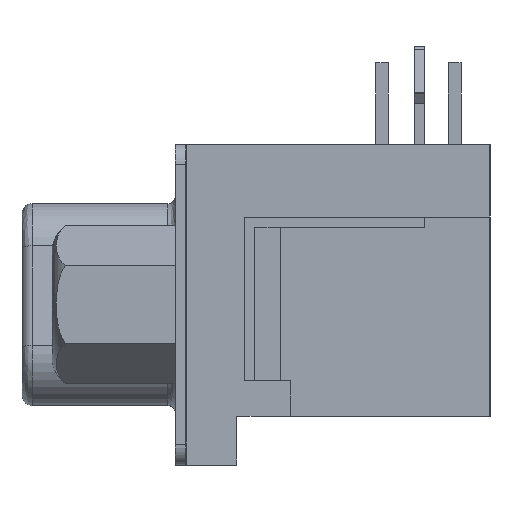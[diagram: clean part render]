
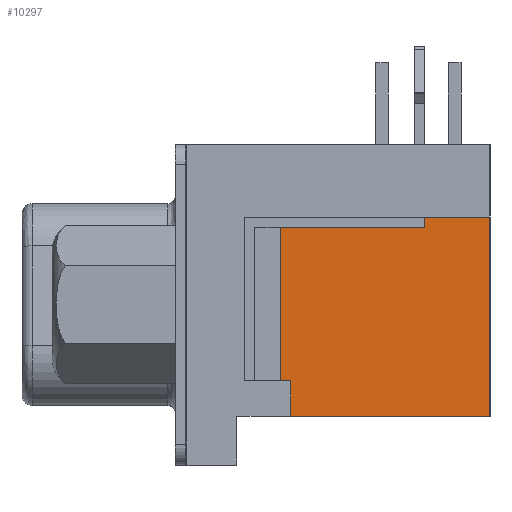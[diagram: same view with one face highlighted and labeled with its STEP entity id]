
A CAD part, left-side view. The second image highlights one B-rep face of the part: STEP entity #10297.
In plain terms, the highlighted planar face has unit normal (-1, 0, 0).
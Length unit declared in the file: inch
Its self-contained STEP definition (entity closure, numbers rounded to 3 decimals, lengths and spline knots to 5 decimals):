
#194 = VECTOR ( 'NONE', #205, 39.37008 ) ;
#199 = LINE ( 'NONE', #206, #194 ) ;
#205 = DIRECTION ( 'NONE',  ( 0., 0., -1. ) ) ;
#206 = CARTESIAN_POINT ( 'NONE',  ( -0.512, -0.4685, 0.13484 ) ) ;
#539 = PLANE ( 'NONE',  #543 ) ;
#543 = AXIS2_PLACEMENT_3D ( 'NONE', #578, #646, #645 ) ;
#546 = FACE_OUTER_BOUND ( 'NONE', #10562, .T. ) ;
#578 = CARTESIAN_POINT ( 'NONE',  ( -0.512, 0.17072, 0.13484 ) ) ;
#645 = DIRECTION ( 'NONE',  ( 0., 0., 1. ) ) ;
#646 = DIRECTION ( 'NONE',  ( -1., 0., 0. ) ) ;
#6393 = LINE ( 'NONE', #6450, #6449 ) ;
#6448 = DIRECTION ( 'NONE',  ( 0., 1., 0. ) ) ;
#6449 = VECTOR ( 'NONE', #6448, 39.37008 ) ;
#6450 = CARTESIAN_POINT ( 'NONE',  ( -0.512, -0.09055, -0.11713 ) ) ;
#6492 = CARTESIAN_POINT ( 'NONE',  ( -0.512, -0.14567, -0.11713 ) ) ;
#6497 = CARTESIAN_POINT ( 'NONE',  ( -0.512, -0.16142, -0.11713 ) ) ;
#9044 = EDGE_CURVE ( 'NONE', #9108, #9111, #6393, .T. ) ;
#9108 = VERTEX_POINT ( 'NONE', #6497 ) ;
#9111 = VERTEX_POINT ( 'NONE', #6492 ) ;
#9344 = VERTEX_POINT ( 'NONE', #13371 ) ;
#9357 = EDGE_CURVE ( 'NONE', #9111, #9344, #13359, .T. ) ;
#9373 = VERTEX_POINT ( 'NONE', #13387 ) ;
#9379 = EDGE_CURVE ( 'NONE', #9391, #9380, #13436, .T. ) ;
#9380 = VERTEX_POINT ( 'NONE', #13434 ) ;
#9391 = VERTEX_POINT ( 'NONE', #13478 ) ;
#9529 = EDGE_CURVE ( 'NONE', #9391, #9108, #13631, .T. ) ;
#9601 = EDGE_CURVE ( 'NONE', #9344, #9373, #13720, .T. ) ;
#10138 = EDGE_CURVE ( 'NONE', #9373, #9380, #199, .T. ) ;
#10295 = ORIENTED_EDGE ( 'NONE', *, *, #9357, .F. ) ;
#10297 = ADVANCED_FACE ( 'NONE', ( #546 ), #539, .T. ) ;
#10299 = ORIENTED_EDGE ( 'NONE', *, *, #9044, .F. ) ;
#10302 = ORIENTED_EDGE ( 'NONE', *, *, #9529, .F. ) ;
#10319 = ORIENTED_EDGE ( 'NONE', *, *, #10138, .F. ) ;
#10557 = ORIENTED_EDGE ( 'NONE', *, *, #9601, .F. ) ;
#10562 = EDGE_LOOP ( 'NONE', ( #10557, #10295, #10299, #10302, #10577, #10319 ) ) ;
#10577 = ORIENTED_EDGE ( 'NONE', *, *, #9379, .T. ) ;
#13359 = LINE ( 'NONE', #13396, #13395 ) ;
#13371 = CARTESIAN_POINT ( 'NONE',  ( -0.512, -0.14567, 0.13484 ) ) ;
#13387 = CARTESIAN_POINT ( 'NONE',  ( -0.512, -0.4685, 0.13484 ) ) ;
#13394 = DIRECTION ( 'NONE',  ( 0., 0., 1. ) ) ;
#13395 = VECTOR ( 'NONE', #13394, 39.37008 ) ;
#13396 = CARTESIAN_POINT ( 'NONE',  ( -0.512, -0.14567, 0.13484 ) ) ;
#13423 = DIRECTION ( 'NONE',  ( 0., -1., 0. ) ) ;
#13424 = VECTOR ( 'NONE', #13423, 39.37008 ) ;
#13425 = CARTESIAN_POINT ( 'NONE',  ( -0.512, 0.17072, -0.17224 ) ) ;
#13434 = CARTESIAN_POINT ( 'NONE',  ( -0.512, -0.4685, -0.17224 ) ) ;
#13436 = LINE ( 'NONE', #13425, #13424 ) ;
#13478 = CARTESIAN_POINT ( 'NONE',  ( -0.512, -0.16142, -0.17224 ) ) ;
#13622 = DIRECTION ( 'NONE',  ( 0., 0., 1. ) ) ;
#13623 = VECTOR ( 'NONE', #13622, 39.37008 ) ;
#13630 = CARTESIAN_POINT ( 'NONE',  ( -0.512, -0.16142, -0.11713 ) ) ;
#13631 = LINE ( 'NONE', #13630, #13623 ) ;
#13711 = DIRECTION ( 'NONE',  ( 0., -1., 0. ) ) ;
#13712 = VECTOR ( 'NONE', #13711, 39.37008 ) ;
#13713 = CARTESIAN_POINT ( 'NONE',  ( -0.512, 0.17072, 0.13484 ) ) ;
#13720 = LINE ( 'NONE', #13713, #13712 ) ;
